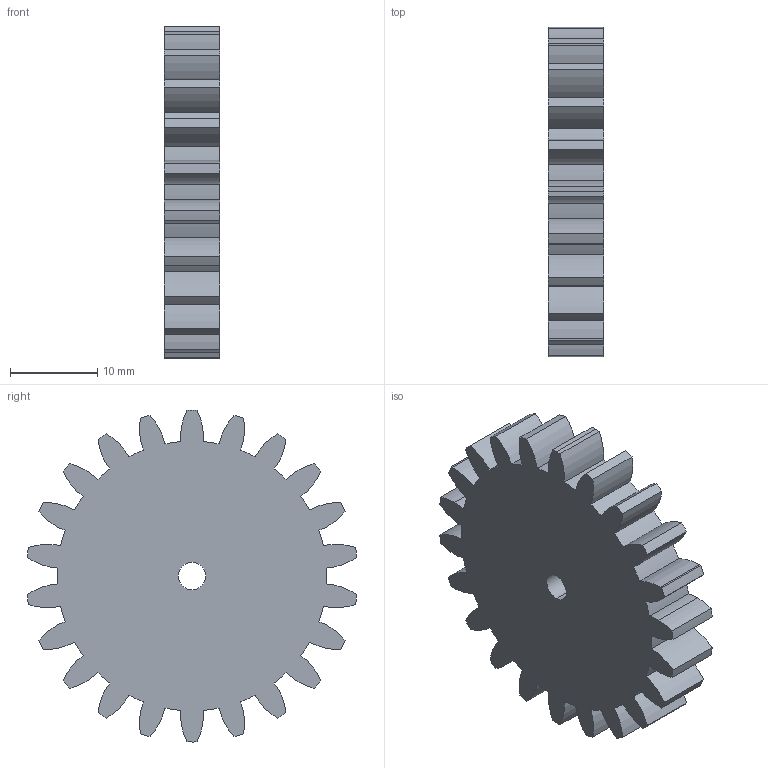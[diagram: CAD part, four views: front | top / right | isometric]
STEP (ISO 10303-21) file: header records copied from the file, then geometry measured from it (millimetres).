
FILE_DESCRIPTION (( 'STEP AP214' ), '1' );
FILE_NAME ('22T 16DP Gear.STEP', '2024-12-11T00:24:26', ( '' ), ( '' ), 'SwSTEP 2.0', 'SolidWorks 2024', '' );
FILE_SCHEMA (( 'AUTOMOTIVE_DESIGN' ));
Length unit declared in the file: inch
Products named in the file (1): 22T 16DP Gear
Bounding box: 6.35 x 37.86 x 38.1 mm (x, y, z)
Volume: 5830.1 mm3; surface area: 3359.7 mm2
Topology: 1 solids, 1 shells, 97 faces, 285 edges, 190 vertices
Faces by surface type: cylinder 95, plane 2
Entity records: 3380 total; most frequent: DIRECTION 671, CARTESIAN_POINT 573, ORIENTED_EDGE 570, AXIS2_PLACEMENT_3D 288, EDGE_CURVE 285, VERTEX_POINT 190, CIRCLE 190, EDGE_LOOP 99
